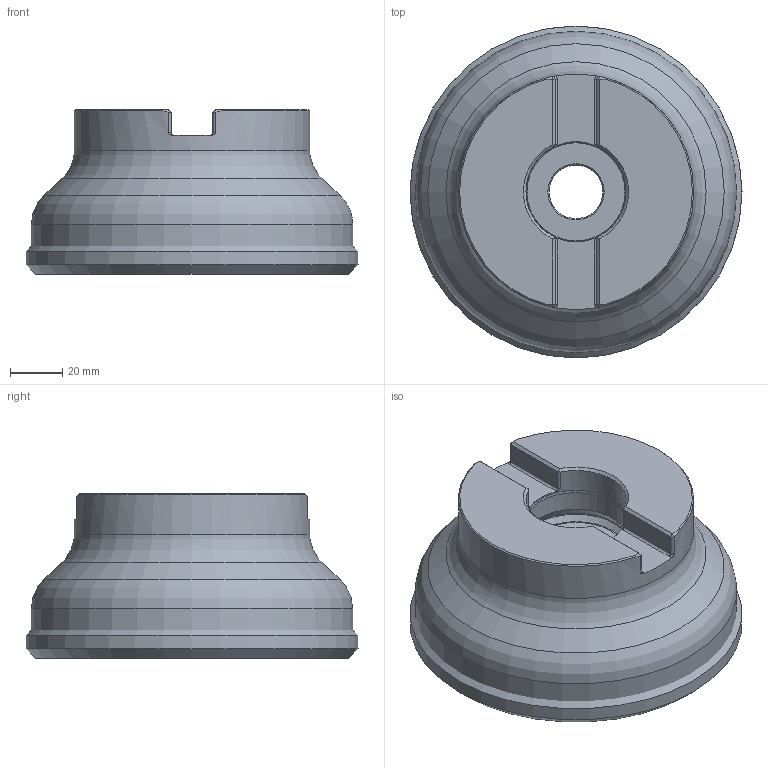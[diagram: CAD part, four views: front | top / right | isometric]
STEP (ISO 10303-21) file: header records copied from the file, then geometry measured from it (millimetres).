
FILE_DESCRIPTION(/* description */ (''),/* implementation_level */ '2;1');
FILE_NAME(/* name */ '500A08R_IS45OD05_C_115010785ndi000_00_SIM.stp',/* time_stamp */ '2019-12-13T10:03:11+01:00',/* author */ (''),/* organization */ (''),/* preprocessor_version */ 'ST-DEVELOPER v16.7',/* originating_system */ 'SIEMENS PLM Software NX 12.0',/* authorisation */ '');
FILE_SCHEMA (('AUTOMOTIVE_DESIGN { 1 0 10303 214 3 1 1 1 }'));
Length unit declared in the file: millimetre
Products named in the file (1): wq700FE406D3fuud
Bounding box: 126.96 x 126.96 x 62.96 mm (x, y, z)
Volume: 517432.6 mm3; surface area: 60962.2 mm2
Topology: 2 solids, 2 shells, 87 faces, 206 edges, 119 vertices
Faces by surface type: cylinder 28, plane 20, cone 16, torus 16, revolution 7
Full cylindrical faces by diameter (mm): 20.5 x1, 32 x1, 38.108 x1, 38.3 x1, 90 x1, 122.898 x1
Entity records: 2469 total; most frequent: CARTESIAN_POINT 606, DIRECTION 393, ORIENTED_EDGE 332, AXIS2_PLACEMENT_3D 167, EDGE_CURVE 166, EDGE_LOOP 120, VERTEX_POINT 112, ADVANCED_FACE 87
